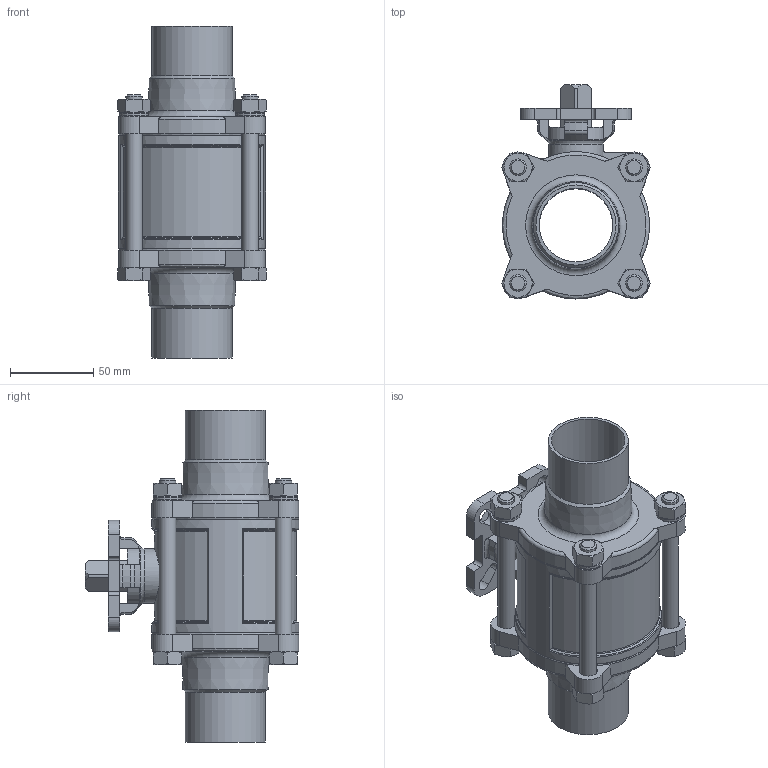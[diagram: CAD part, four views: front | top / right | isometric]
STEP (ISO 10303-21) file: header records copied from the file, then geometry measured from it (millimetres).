
FILE_DESCRIPTION(/* description */ ('STEP AP214'),/* implementation_level */ '2;1');
FILE_NAME(/* name */ '4783599_VZBD-11_2-W3-16-T-2-F0507-V14V14',/* time_stamp */ '2024-09-18T01:21:34+02:00',/* author */ ('License CC BY-ND 4.0'),/* organization */ ('CADENAS'),/* preprocessor_version */ 'ST-DEVELOPER v19.3',/* originating_system */ 'PARTsolutions',/* authorisation */ ' ');
FILE_SCHEMA (('AUTOMOTIVE_DESIGN {1 0 10303 214 3 1 1}'));
Length unit declared in the file: millimetre
Products named in the file (1): 4783599 VZBD-11/2-W3-16-T-2-F0507-V14V14
Bounding box: 89.46 x 128.85 x 200 mm (x, y, z)
Volume: 550299.2 mm3; surface area: 118487 mm2
Topology: 1 solids, 1 shells, 400 faces, 998 edges, 617 vertices
Faces by surface type: plane 162, cone 116, cylinder 79, torus 43
Full cylindrical faces by diameter (mm): 4.917 x1, 10 x8, 11 x9, 17 x4, 25 x1, 33 x1, 36 x1, 44.3 x1, 48.3 x2, 88.6 x1
Entity records: 11834 total; most frequent: CARTESIAN_POINT 2850, ORIENTED_EDGE 1848, DIRECTION 1808, EDGE_CURVE 924, AXIS2_PLACEMENT_3D 765, VERTEX_POINT 597, EDGE_LOOP 503, FACE_BOUND 503
